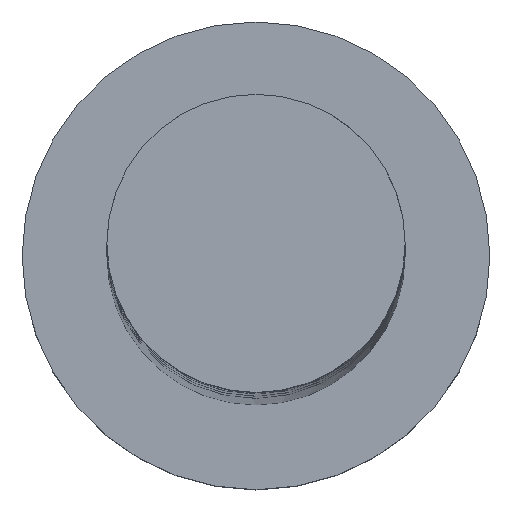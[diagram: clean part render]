
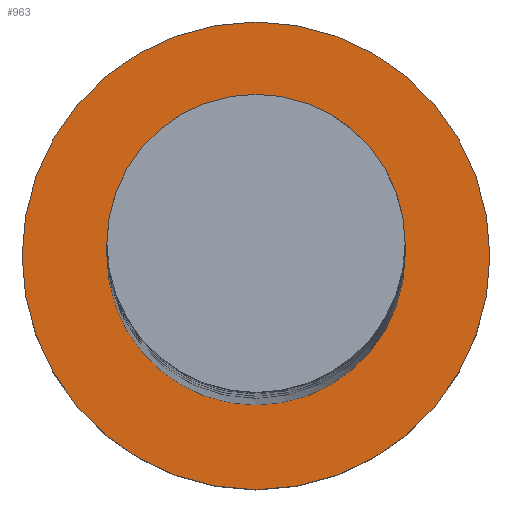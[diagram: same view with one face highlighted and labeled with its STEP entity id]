
A CAD part, top view. The second image highlights one B-rep face of the part: STEP entity #963.
In plain terms, the highlighted planar face has unit normal (0, 0, 1).
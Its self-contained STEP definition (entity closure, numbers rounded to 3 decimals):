
#13 = AXIS2_PLACEMENT_3D ( 'NONE', #1757, #1767, #478 ) ;
#44 = CIRCLE ( 'NONE', #984, 5.1 ) ;
#61 = PLANE ( 'NONE',  #982 ) ;
#115 = VERTEX_POINT ( 'NONE', #1117 ) ;
#160 = ORIENTED_EDGE ( 'NONE', *, *, #1046, .T. ) ;
#174 = DIRECTION ( 'NONE',  ( 0., 0., 1. ) ) ;
#188 = EDGE_CURVE ( 'NONE', #1454, #471, #1315, .T. ) ;
#192 = FACE_OUTER_BOUND ( 'NONE', #1186, .T. ) ;
#193 = ORIENTED_EDGE ( 'NONE', *, *, #743, .F. ) ;
#278 = CARTESIAN_POINT ( 'NONE',  ( -8., 0., 5. ) ) ;
#341 = DIRECTION ( 'NONE',  ( 0., 0., 1. ) ) ;
#471 = VERTEX_POINT ( 'NONE', #906 ) ;
#478 = DIRECTION ( 'NONE',  ( 1., 0., 0. ) ) ;
#517 = CARTESIAN_POINT ( 'NONE',  ( 0., 0., 5. ) ) ;
#597 = CIRCLE ( 'NONE', #1165, 5.1 ) ;
#630 = CARTESIAN_POINT ( 'NONE',  ( 0., 0., 5. ) ) ;
#645 = CARTESIAN_POINT ( 'NONE',  ( 0., 0., 5. ) ) ;
#743 = EDGE_CURVE ( 'NONE', #115, #1308, #597, .T. ) ;
#744 = DIRECTION ( 'NONE',  ( 1., 0., 0. ) ) ;
#792 = DIRECTION ( 'NONE',  ( 0., 0., 1. ) ) ;
#841 = EDGE_LOOP ( 'NONE', ( #1446, #193 ) ) ;
#891 = DIRECTION ( 'NONE',  ( 1., 0., 0. ) ) ;
#906 = CARTESIAN_POINT ( 'NONE',  ( 8., 0., 5. ) ) ;
#963 = ADVANCED_FACE ( 'NONE', ( #1481, #192 ), #61, .T. ) ;
#982 = AXIS2_PLACEMENT_3D ( 'NONE', #630, #174, #1597 ) ;
#984 = AXIS2_PLACEMENT_3D ( 'NONE', #517, #792, #1354 ) ;
#1046 = EDGE_CURVE ( 'NONE', #471, #1454, #1437, .T. ) ;
#1117 = CARTESIAN_POINT ( 'NONE',  ( 5.1, 0., 5. ) ) ;
#1165 = AXIS2_PLACEMENT_3D ( 'NONE', #645, #1321, #744 ) ;
#1186 = EDGE_LOOP ( 'NONE', ( #1327, #160 ) ) ;
#1308 = VERTEX_POINT ( 'NONE', #1522 ) ;
#1315 = CIRCLE ( 'NONE', #13, 8. ) ;
#1321 = DIRECTION ( 'NONE',  ( 0., 0., 1. ) ) ;
#1327 = ORIENTED_EDGE ( 'NONE', *, *, #188, .T. ) ;
#1345 = AXIS2_PLACEMENT_3D ( 'NONE', #1629, #341, #891 ) ;
#1354 = DIRECTION ( 'NONE',  ( 1., 0., 0. ) ) ;
#1437 = CIRCLE ( 'NONE', #1345, 8. ) ;
#1446 = ORIENTED_EDGE ( 'NONE', *, *, #1742, .F. ) ;
#1454 = VERTEX_POINT ( 'NONE', #278 ) ;
#1481 = FACE_BOUND ( 'NONE', #841, .T. ) ;
#1522 = CARTESIAN_POINT ( 'NONE',  ( -5.1, 0., 5. ) ) ;
#1597 = DIRECTION ( 'NONE',  ( 1., 0., 0. ) ) ;
#1629 = CARTESIAN_POINT ( 'NONE',  ( 0., 0., 5. ) ) ;
#1742 = EDGE_CURVE ( 'NONE', #1308, #115, #44, .T. ) ;
#1757 = CARTESIAN_POINT ( 'NONE',  ( 0., 0., 5. ) ) ;
#1767 = DIRECTION ( 'NONE',  ( 0., 0., 1. ) ) ;
